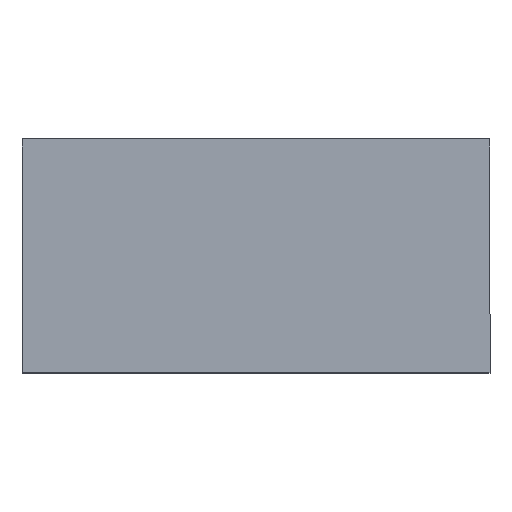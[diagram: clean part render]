
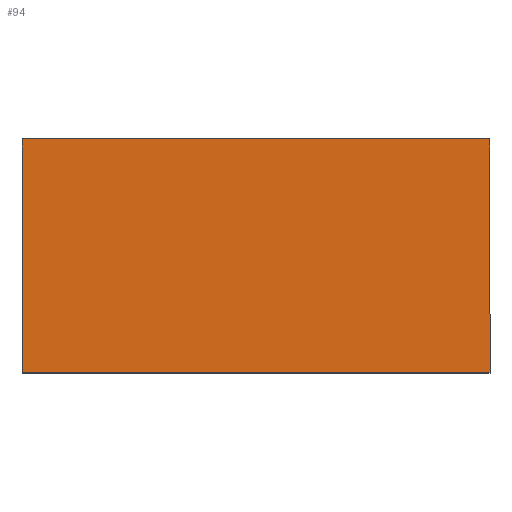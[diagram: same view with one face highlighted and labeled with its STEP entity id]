
A CAD part, top view. The second image highlights one B-rep face of the part: STEP entity #94.
In plain terms, the highlighted planar face has unit normal (0, 0, 1).
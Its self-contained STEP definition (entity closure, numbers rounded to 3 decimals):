
#18 = CARTESIAN_POINT ( 'NONE',  ( 0., 0., 5. ) ) ;
#21 = LINE ( 'NONE', #171, #222 ) ;
#22 = CARTESIAN_POINT ( 'NONE',  ( 32., 16., 5. ) ) ;
#25 = VERTEX_POINT ( 'NONE', #22 ) ;
#30 = VERTEX_POINT ( 'NONE', #132 ) ;
#34 = DIRECTION ( 'NONE',  ( -1., 0., 0. ) ) ;
#38 = EDGE_CURVE ( 'NONE', #186, #25, #208, .T. ) ;
#42 = ORIENTED_EDGE ( 'NONE', *, *, #197, .T. ) ;
#53 = DIRECTION ( 'NONE',  ( 0., -1., 0. ) ) ;
#55 = CARTESIAN_POINT ( 'NONE',  ( -32., -16., 5. ) ) ;
#70 = VECTOR ( 'NONE', #187, 1000. ) ;
#82 = EDGE_CURVE ( 'NONE', #30, #97, #167, .T. ) ;
#94 = ADVANCED_FACE ( 'NONE', ( #147 ), #219, .T. ) ;
#97 = VERTEX_POINT ( 'NONE', #55 ) ;
#105 = ORIENTED_EDGE ( 'NONE', *, *, #149, .T. ) ;
#106 = CARTESIAN_POINT ( 'NONE',  ( -32., 16., 5. ) ) ;
#107 = VECTOR ( 'NONE', #166, 1000. ) ;
#122 = VECTOR ( 'NONE', #53, 1000. ) ;
#124 = ORIENTED_EDGE ( 'NONE', *, *, #38, .T. ) ;
#126 = CARTESIAN_POINT ( 'NONE',  ( 32., -16., 5. ) ) ;
#127 = LINE ( 'NONE', #223, #70 ) ;
#128 = DIRECTION ( 'NONE',  ( 1., 0., 0. ) ) ;
#131 = ORIENTED_EDGE ( 'NONE', *, *, #82, .T. ) ;
#132 = CARTESIAN_POINT ( 'NONE',  ( -32., 16., 5. ) ) ;
#147 = FACE_OUTER_BOUND ( 'NONE', #193, .T. ) ;
#149 = EDGE_CURVE ( 'NONE', #25, #30, #21, .T. ) ;
#157 = CARTESIAN_POINT ( 'NONE',  ( 32., 16., 5. ) ) ;
#166 = DIRECTION ( 'NONE',  ( 0., 1., 0. ) ) ;
#167 = LINE ( 'NONE', #106, #122 ) ;
#171 = CARTESIAN_POINT ( 'NONE',  ( -32., 16., 5. ) ) ;
#186 = VERTEX_POINT ( 'NONE', #126 ) ;
#187 = DIRECTION ( 'NONE',  ( 1., 0., 0. ) ) ;
#193 = EDGE_LOOP ( 'NONE', ( #124, #105, #131, #42 ) ) ;
#197 = EDGE_CURVE ( 'NONE', #97, #186, #127, .T. ) ;
#208 = LINE ( 'NONE', #157, #107 ) ;
#219 = PLANE ( 'NONE',  #234 ) ;
#222 = VECTOR ( 'NONE', #34, 1000. ) ;
#223 = CARTESIAN_POINT ( 'NONE',  ( -32., -16., 5. ) ) ;
#234 = AXIS2_PLACEMENT_3D ( 'NONE', #18, #236, #128 ) ;
#236 = DIRECTION ( 'NONE',  ( 0., 0., 1. ) ) ;
